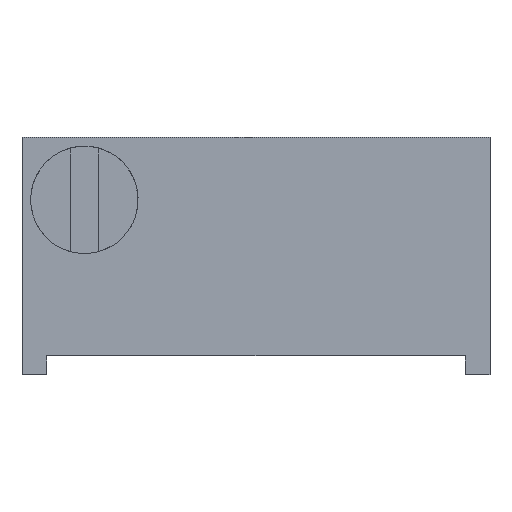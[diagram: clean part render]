
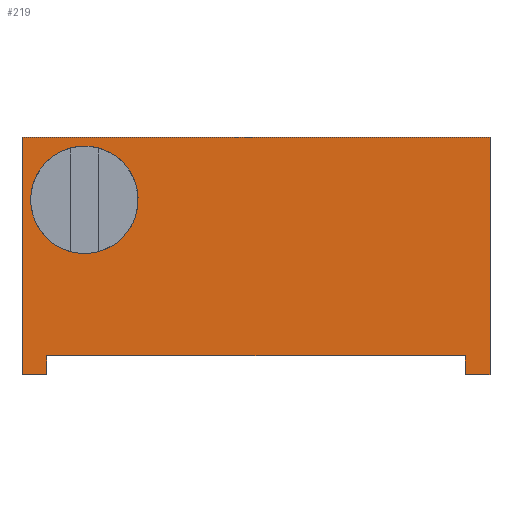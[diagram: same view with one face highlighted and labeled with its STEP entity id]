
A CAD part, left-side view. The second image highlights one B-rep face of the part: STEP entity #219.
In plain terms, the highlighted planar face has unit normal (-1, 0, 0).
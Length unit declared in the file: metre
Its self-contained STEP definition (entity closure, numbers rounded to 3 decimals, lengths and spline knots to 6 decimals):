
#167 = EDGE_CURVE( '', #422, #423, #424, .T. );
#171 = EDGE_CURVE( '', #429, #430, #431, .T. );
#187 = EDGE_CURVE( '', #456, #457, #458, .T. );
#219 = ADVANCED_FACE( '', ( #509, #510 ), #511, .T. );
#221 = EDGE_CURVE( '', #456, #513, #514, .T. );
#225 = EDGE_CURVE( '', #519, #519, #520, .T. );
#237 = EDGE_CURVE( '', #513, #364, #538, .T. );
#255 = EDGE_CURVE( '', #364, #429, #558, .T. );
#291 = EDGE_CURVE( '', #422, #430, #603, .T. );
#311 = EDGE_CURVE( '', #457, #423, #626, .T. );
#364 = VERTEX_POINT( '', #677 );
#422 = VERTEX_POINT( '', #755 );
#423 = VERTEX_POINT( '', #756 );
#424 = LINE( '', #757, #758 );
#429 = VERTEX_POINT( '', #764 );
#430 = VERTEX_POINT( '', #765 );
#431 = LINE( '', #766, #767 );
#456 = VERTEX_POINT( '', #800 );
#457 = VERTEX_POINT( '', #801 );
#458 = LINE( '', #802, #803 );
#509 = FACE_OUTER_BOUND( '', #867, .T. );
#510 = FACE_BOUND( '', #868, .T. );
#511 = PLANE( '', #869 );
#513 = VERTEX_POINT( '', #872 );
#514 = LINE( '', #873, #874 );
#519 = VERTEX_POINT( '', #882 );
#520 = CIRCLE( '', #883, 0.001092 );
#538 = LINE( '', #904, #905 );
#558 = LINE( '', #940, #941 );
#603 = LINE( '', #1011, #1012 );
#626 = LINE( '', #1049, #1050 );
#677 = CARTESIAN_POINT( '', ( -0.002019, 0.004775, 0.014008 ) );
#755 = CARTESIAN_POINT( '', ( -0.002019, -0.00475, 0.014008 ) );
#756 = CARTESIAN_POINT( '', ( -0.002019, -0.004242, 0.014008 ) );
#757 = CARTESIAN_POINT( '', ( -0.002019, -0.00475, 0.014008 ) );
#758 = VECTOR( '', #1158, 1. );
#764 = CARTESIAN_POINT( '', ( -0.002019, 0.004775, 0.018834 ) );
#765 = CARTESIAN_POINT( '', ( -0.002019, -0.00475, 0.018834 ) );
#766 = CARTESIAN_POINT( '', ( -0.002019, 0.004775, 0.018834 ) );
#767 = VECTOR( '', #1164, 1. );
#800 = CARTESIAN_POINT( '', ( -0.002019, 0.004268, 0.014389 ) );
#801 = CARTESIAN_POINT( '', ( -0.002019, -0.004242, 0.014389 ) );
#802 = CARTESIAN_POINT( '', ( -0.002019, 0.004268, 0.014389 ) );
#803 = VECTOR( '', #1202, 1. );
#867 = EDGE_LOOP( '', ( #1287, #1288, #1289, #1290, #1291, #1292, #1293, #1294 ) );
#868 = EDGE_LOOP( '', ( #1295 ) );
#869 = AXIS2_PLACEMENT_3D( '', #1296, #1297, #1298 );
#872 = CARTESIAN_POINT( '', ( -0.002019, 0.004268, 0.014008 ) );
#873 = CARTESIAN_POINT( '', ( -0.002019, 0.004268, 0.014389 ) );
#874 = VECTOR( '', #1299, 1. );
#882 = CARTESIAN_POINT( '', ( -0.002019, 0.003505, 0.018656 ) );
#883 = AXIS2_PLACEMENT_3D( '', #1301, #1302, #1303 );
#904 = CARTESIAN_POINT( '', ( -0.002019, 0.004268, 0.014008 ) );
#905 = VECTOR( '', #1343, 1. );
#940 = CARTESIAN_POINT( '', ( -0.002019, 0.004775, 0.014008 ) );
#941 = VECTOR( '', #1357, 1. );
#1011 = CARTESIAN_POINT( '', ( -0.002019, -0.00475, 0.014008 ) );
#1012 = VECTOR( '', #1411, 1. );
#1049 = CARTESIAN_POINT( '', ( -0.002019, -0.004242, 0.014389 ) );
#1050 = VECTOR( '', #1435, 1. );
#1158 = DIRECTION( '', ( 0., 1., 0. ) );
#1164 = DIRECTION( '', ( 0., -1., 0. ) );
#1202 = DIRECTION( '', ( 0., -1., 0. ) );
#1287 = ORIENTED_EDGE( '', *, *, #171, .F. );
#1288 = ORIENTED_EDGE( '', *, *, #255, .F. );
#1289 = ORIENTED_EDGE( '', *, *, #237, .F. );
#1290 = ORIENTED_EDGE( '', *, *, #221, .F. );
#1291 = ORIENTED_EDGE( '', *, *, #187, .T. );
#1292 = ORIENTED_EDGE( '', *, *, #311, .T. );
#1293 = ORIENTED_EDGE( '', *, *, #167, .F. );
#1294 = ORIENTED_EDGE( '', *, *, #291, .T. );
#1295 = ORIENTED_EDGE( '', *, *, #225, .F. );
#1296 = CARTESIAN_POINT( '', ( -0.002019, 0.004775, 0.014389 ) );
#1297 = DIRECTION( '', ( -1., 0., 0. ) );
#1298 = DIRECTION( '', ( 0., 0., 1. ) );
#1299 = DIRECTION( '', ( 0., 0., -1. ) );
#1301 = CARTESIAN_POINT( '', ( -0.002019, 0.003505, 0.017564 ) );
#1302 = DIRECTION( '', ( -1., 0., 0. ) );
#1303 = DIRECTION( '', ( 0., 0., 1. ) );
#1343 = DIRECTION( '', ( 0., 1., 0. ) );
#1357 = DIRECTION( '', ( 0., 0., 1. ) );
#1411 = DIRECTION( '', ( 0., 0., 1. ) );
#1435 = DIRECTION( '', ( 0., 0., -1. ) );
